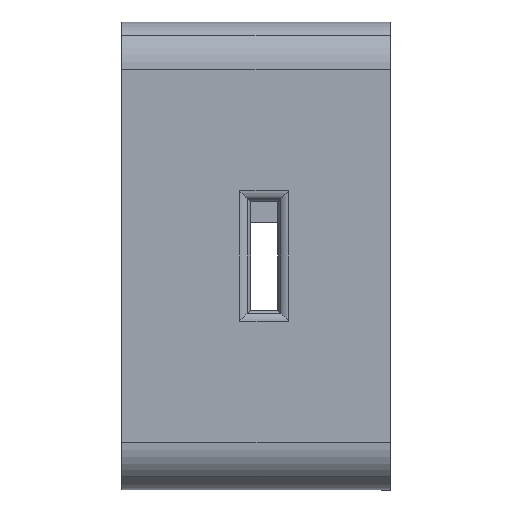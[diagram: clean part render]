
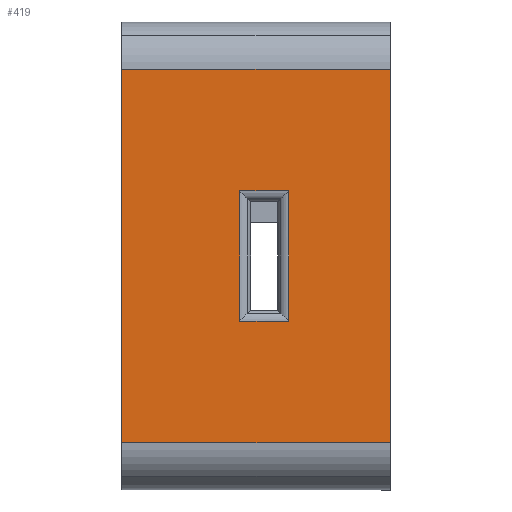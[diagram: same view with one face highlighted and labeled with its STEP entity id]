
A CAD part, left-side view. The second image highlights one B-rep face of the part: STEP entity #419.
In plain terms, the highlighted planar face has unit normal (-1, 0, 0).
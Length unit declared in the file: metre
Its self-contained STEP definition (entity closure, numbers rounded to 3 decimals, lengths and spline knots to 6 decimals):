
#419=ADVANCED_FACE('9:1700',(#1182,#1183),#1184,.T.);
#1182=FACE_OUTER_BOUND('',#2725,.T.);
#1183=FACE_BOUND('',#2726,.T.);
#1184=PLANE('',#2727);
#2725=EDGE_LOOP('',(#5598,#5599,#5600,#5601));
#2726=EDGE_LOOP('',(#5602,#5603,#5604,#5605));
#2727=AXIS2_PLACEMENT_3D('',#5606,#5607,#5608);
#5598=ORIENTED_EDGE('',*,*,#5778,.F.);
#5599=ORIENTED_EDGE('',*,*,#6694,.T.);
#5600=ORIENTED_EDGE('',*,*,#6692,.F.);
#5601=ORIENTED_EDGE('',*,*,#6695,.T.);
#5602=ORIENTED_EDGE('',*,*,#6645,.T.);
#5603=ORIENTED_EDGE('',*,*,#5810,.F.);
#5604=ORIENTED_EDGE('',*,*,#5814,.F.);
#5605=ORIENTED_EDGE('',*,*,#5817,.F.);
#5606=CARTESIAN_POINT('',(-0.01923,0.039064,0.021274));
#5607=DIRECTION('',(-1.0,0.,0.));
#5608=DIRECTION('',(0.,0.,-1.0));
#5778=EDGE_CURVE('1:585',#6733,#6735,#6736,.T.);
#5810=EDGE_CURVE('3:15350',#6796,#6798,#6799,.T.);
#5814=EDGE_CURVE('3:15164',#6803,#6796,#6805,.T.);
#5817=EDGE_CURVE('3:15409',#6807,#6803,#6809,.T.);
#6645=EDGE_CURVE('3:13601',#6807,#6798,#8178,.T.);
#6692=EDGE_CURVE('1:549',#8244,#8246,#8247,.T.);
#6694=EDGE_CURVE('1:229',#6733,#8246,#8249,.T.);
#6695=EDGE_CURVE('1:226',#8244,#6735,#8250,.F.);
#6733=VERTEX_POINT('',#8271);
#6735=VERTEX_POINT('',#8273);
#6736=LINE('',#8274,#8275);
#6796=VERTEX_POINT('',#8350);
#6798=VERTEX_POINT('',#8352);
#6799=LINE('',#8353,#8354);
#6803=VERTEX_POINT('',#8359);
#6805=LINE('',#8361,#8362);
#6807=VERTEX_POINT('',#8365);
#6809=LINE('',#8367,#8368);
#8178=LINE('',#10723,#10724);
#8244=VERTEX_POINT('',#10830);
#8246=VERTEX_POINT('',#10832);
#8247=LINE('',#10833,#10834);
#8249=LINE('',#10836,#10837);
#8250=LINE('',#10838,#10839);
#8271=CARTESIAN_POINT('',(-0.01923,0.039064,0.048774));
#8273=CARTESIAN_POINT('',(-0.01923,-0.000536,0.048774));
#8274=CARTESIAN_POINT('',(-0.01923,0.039064,0.048774));
#8275=VECTOR('',#10860,1.0);
#8350=CARTESIAN_POINT('',(-0.01923,0.021664,0.011674));
#8352=CARTESIAN_POINT('',(-0.01923,0.014464,0.011674));
#8353=CARTESIAN_POINT('',(-0.01923,0.029564,0.011674));
#8354=VECTOR('',#10924,1.0);
#8359=CARTESIAN_POINT('',(-0.01923,0.021664,0.030874));
#8361=CARTESIAN_POINT('',(-0.01923,0.021664,0.021274));
#8362=VECTOR('',#10932,1.0);
#8365=CARTESIAN_POINT('',(-0.01923,0.014464,0.030874));
#8367=CARTESIAN_POINT('',(-0.01923,0.029564,0.030874));
#8368=VECTOR('',#10937,1.0);
#10723=CARTESIAN_POINT('',(-0.01923,0.014464,0.021274));
#10724=VECTOR('',#12195,1.0);
#10830=CARTESIAN_POINT('',(-0.01923,-0.000536,-0.006226));
#10832=CARTESIAN_POINT('',(-0.01923,0.039064,-0.006226));
#10833=CARTESIAN_POINT('',(-0.01923,0.039064,-0.006226));
#10834=VECTOR('',#12254,1.0);
#10836=CARTESIAN_POINT('',(-0.01923,0.039064,0.021274));
#10837=VECTOR('',#12258,1.0);
#10838=CARTESIAN_POINT('',(-0.01923,-0.000536,0.021274));
#10839=VECTOR('',#12259,1.0);
#10860=DIRECTION('',(0.,-1.0,0.));
#10924=DIRECTION('',(0.,-1.0,0.));
#10932=DIRECTION('',(0.,0.,-1.0));
#10937=DIRECTION('',(0.,1.0,0.));
#12195=DIRECTION('',(0.,0.,-1.0));
#12254=DIRECTION('',(0.0,1.0,0.));
#12258=DIRECTION('',(0.,0.,-1.0));
#12259=DIRECTION('',(0.,0.,-1.0));
